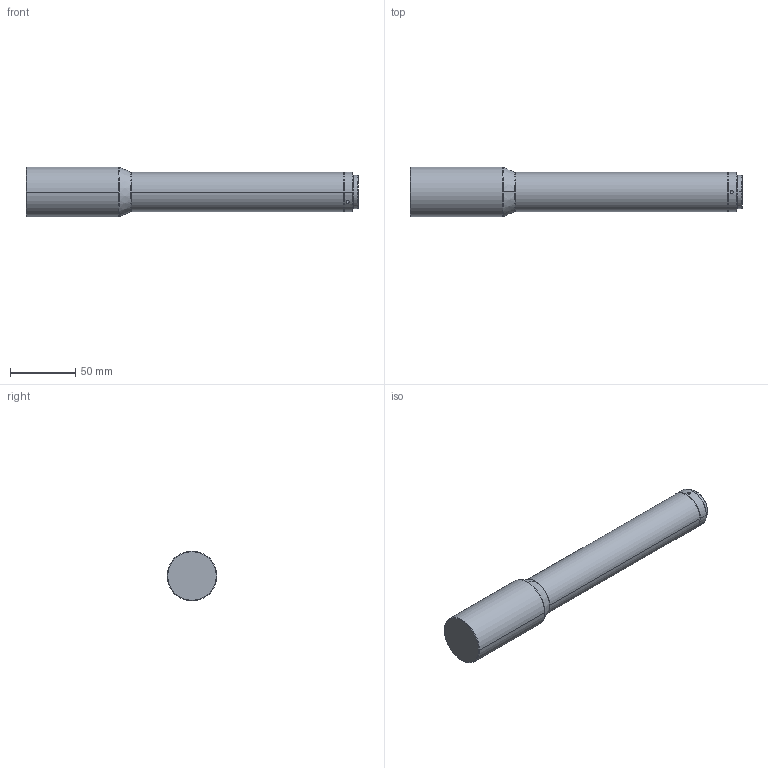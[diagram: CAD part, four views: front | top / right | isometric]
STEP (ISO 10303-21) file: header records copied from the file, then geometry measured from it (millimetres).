
FILE_DESCRIPTION (( 'STEP AP203' ), '1' );
FILE_NAME ('WH035-560A-111.STEP', '2019-12-03T02:40:01', ( 'Windows 蚚誧' ), ( '' ), 'SwSTEP 2.0', 'SolidWorks 2017', '' );
FILE_SCHEMA (( 'CONFIG_CONTROL_DESIGN' ));
Length unit declared in the file: millimetre
Products named in the file (1): WH035-560A-111
Bounding box: 253.5 x 38 x 38 mm (x, y, z)
Volume: 210304.2 mm3; surface area: 28448.5 mm2
Topology: 1 solids, 1 shells, 42 faces, 96 edges, 57 vertices
Faces by surface type: cylinder 18, cone 14, plane 6, bspline 4
Entity records: 1361 total; most frequent: CARTESIAN_POINT 364, DIRECTION 206, ORIENTED_EDGE 180, EDGE_CURVE 90, AXIS2_PLACEMENT_3D 87, VERTEX_POINT 57, EDGE_LOOP 49, CIRCLE 48
